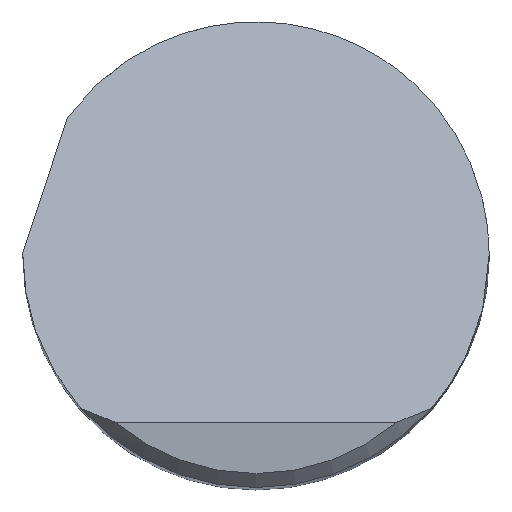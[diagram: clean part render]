
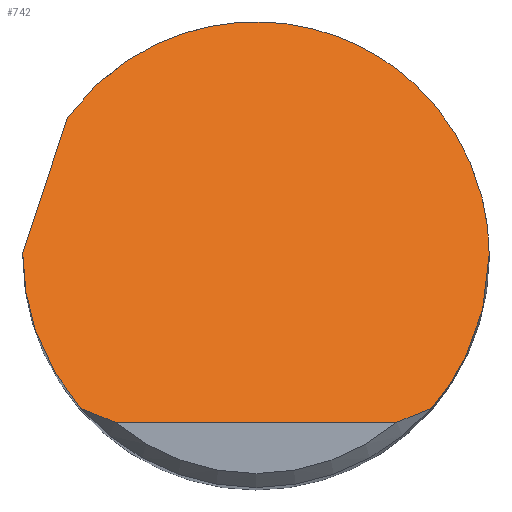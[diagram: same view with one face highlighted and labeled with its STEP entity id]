
A CAD part, top view. The second image highlights one B-rep face of the part: STEP entity #742.
In plain terms, the highlighted planar face has unit normal (0, 0.707, 0.707).
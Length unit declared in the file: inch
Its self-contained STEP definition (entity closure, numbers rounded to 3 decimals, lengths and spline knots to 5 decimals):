
#5 = EDGE_CURVE ( 'NONE', #277, #116, #577, .T. ) ;
#12 = CARTESIAN_POINT ( 'NONE',  ( -0.15108, -0.18, 3. ) ) ;
#21 = CARTESIAN_POINT ( 'NONE',  ( -0.15108, -0.18, 3. ) ) ;
#31 = CARTESIAN_POINT ( 'NONE',  ( 0.25, -0.06141, 2.88141 ) ) ;
#35 = ORIENTED_EDGE ( 'NONE', *, *, #99, .F. ) ;
#37 = CARTESIAN_POINT ( 'NONE',  ( 0., -0.18, 3. ) ) ;
#40 = CARTESIAN_POINT ( 'NONE',  ( 0.18782, -0.165, 2.985 ) ) ;
#77 = VERTEX_POINT ( 'NONE', #558 ) ;
#78 = FACE_OUTER_BOUND ( 'NONE', #339, .T. ) ;
#88 = CARTESIAN_POINT ( 'NONE',  ( 0.18782, -0.165, 2.985 ) ) ;
#99 = EDGE_CURVE ( 'NONE', #116, #708, #324, .T. ) ;
#116 = VERTEX_POINT ( 'NONE', #562 ) ;
#118 = CARTESIAN_POINT ( 'NONE',  ( 0.25, 0., 2.82 ) ) ;
#127 = VERTEX_POINT ( 'NONE', #452 ) ;
#138 = CARTESIAN_POINT ( 'NONE',  ( -0.18782, -0.165, 2.985 ) ) ;
#150 = CARTESIAN_POINT ( 'NONE',  ( -0.25, 0.00133, 2.81867 ) ) ;
#153 = EDGE_CURVE ( 'NONE', #322, #77, #392, .T. ) ;
#161 = CARTESIAN_POINT ( 'NONE',  ( -0.25, 0., 2.82 ) ) ;
#166 = DIRECTION ( 'NONE',  ( 1., 0., 0. ) ) ;
#174 = CARTESIAN_POINT ( 'NONE',  ( -0.20198, 0.14732, 2.67268 ) ) ;
#176 = EDGE_CURVE ( 'NONE', #708, #682, #522, .T. ) ;
#180 = VECTOR ( 'NONE', #166, 39.37008 ) ;
#183 = CARTESIAN_POINT ( 'NONE',  ( -0.02903, 0.38443, 2.43557 ) ) ;
#189 = CARTESIAN_POINT ( 'NONE',  ( -0.20198, 0.14732, 2.67268 ) ) ;
#191 = ORIENTED_EDGE ( 'NONE', *, *, #176, .F. ) ;
#196 = ORIENTED_EDGE ( 'NONE', *, *, #427, .F. ) ;
#197 = DIRECTION ( 'NONE',  ( 0., 0.707, -0.707 ) ) ;
#214 = EDGE_CURVE ( 'NONE', #682, #127, #629, .T. ) ;
#259 = CARTESIAN_POINT ( 'NONE',  ( -0.17589, -0.1704, 2.9904 ) ) ;
#277 = VERTEX_POINT ( 'NONE', #704 ) ;
#278 = CARTESIAN_POINT ( 'NONE',  ( 0.18782, -0.165, 2.985 ) ) ;
#292 = EDGE_CURVE ( 'NONE', #77, #406, #683, .T. ) ;
#311 = CARTESIAN_POINT ( 'NONE',  ( -0.25, -0.18, 3. ) ) ;
#319 = CARTESIAN_POINT ( 'NONE',  ( -0.18782, -0.165, 2.985 ) ) ;
#322 = VERTEX_POINT ( 'NONE', #12 ) ;
#324 =( BOUNDED_CURVE ( )  B_SPLINE_CURVE ( 3, ( #735, #435, #150, #386 ),
 .UNSPECIFIED., .F., .F. ) 
 B_SPLINE_CURVE_WITH_KNOTS ( ( 4, 4 ),
 ( 4.71239, 4.72039 ),
 .UNSPECIFIED. ) 
 CURVE ( )  GEOMETRIC_REPRESENTATION_ITEM ( )  RATIONAL_B_SPLINE_CURVE ( ( 1., 1., 1., 1. ) ) 
 REPRESENTATION_ITEM ( '' )  );
#338 = EDGE_CURVE ( 'NONE', #277, #322, #450, .T. ) ;
#339 = EDGE_LOOP ( 'NONE', ( #748, #563, #196, #412, #191, #35, #351, #467 ) ) ;
#351 = ORIENTED_EDGE ( 'NONE', *, *, #5, .F. ) ;
#364 = CARTESIAN_POINT ( 'NONE',  ( 0.16367, -0.17542, 2.99542 ) ) ;
#386 = CARTESIAN_POINT ( 'NONE',  ( -0.24999, 0.002, 2.818 ) ) ;
#392 = LINE ( 'NONE', #37, #180 ) ;
#406 = VERTEX_POINT ( 'NONE', #40 ) ;
#412 = ORIENTED_EDGE ( 'NONE', *, *, #214, .F. ) ;
#414 = CARTESIAN_POINT ( 'NONE',  ( 0.25, 0.29348, 2.52652 ) ) ;
#427 = EDGE_CURVE ( 'NONE', #127, #406, #440, .T. ) ;
#435 = CARTESIAN_POINT ( 'NONE',  ( -0.25, 0.00067, 2.81933 ) ) ;
#440 =( BOUNDED_CURVE ( )  B_SPLINE_CURVE ( 3, ( #734, #31, #506, #278 ),
 .UNSPECIFIED., .F., .F. ) 
 B_SPLINE_CURVE_WITH_KNOTS ( ( 4, 4 ),
 ( 1.5708, 2.29162 ),
 .UNSPECIFIED. ) 
 CURVE ( )  GEOMETRIC_REPRESENTATION_ITEM ( )  RATIONAL_B_SPLINE_CURVE ( ( 1., 0.957, 0.957, 1. ) ) 
 REPRESENTATION_ITEM ( '' )  );
#447 = CARTESIAN_POINT ( 'NONE',  ( -0.22834, -0.11887, 2.93887 ) ) ;
#450 = B_SPLINE_CURVE_WITH_KNOTS ( 'NONE', 3,
 ( #138, #259, #491, #21 ),
 .UNSPECIFIED., .F., .F.,
 ( 4, 4 ),
 ( 0., 0.00108 ),
 .UNSPECIFIED. ) ;
#452 = CARTESIAN_POINT ( 'NONE',  ( 0.25, 0., 2.82 ) ) ;
#467 = ORIENTED_EDGE ( 'NONE', *, *, #338, .T. ) ;
#488 = CARTESIAN_POINT ( 'NONE',  ( 0.17589, -0.1704, 2.9904 ) ) ;
#491 = CARTESIAN_POINT ( 'NONE',  ( -0.16367, -0.17542, 2.99542 ) ) ;
#506 = CARTESIAN_POINT ( 'NONE',  ( 0.22834, -0.11887, 2.93887 ) ) ;
#522 = LINE ( 'NONE', #701, #592 ) ;
#541 = DIRECTION ( 'NONE',  ( 0., -0.707, -0.707 ) ) ;
#558 = CARTESIAN_POINT ( 'NONE',  ( 0.15108, -0.18, 3. ) ) ;
#562 = CARTESIAN_POINT ( 'NONE',  ( -0.25, 0., 2.82 ) ) ;
#563 = ORIENTED_EDGE ( 'NONE', *, *, #292, .T. ) ;
#577 =( BOUNDED_CURVE ( )  B_SPLINE_CURVE ( 3, ( #319, #447, #627, #161 ),
 .UNSPECIFIED., .F., .F. ) 
 B_SPLINE_CURVE_WITH_KNOTS ( ( 4, 4 ),
 ( 3.99157, 4.71239 ),
 .UNSPECIFIED. ) 
 CURVE ( )  GEOMETRIC_REPRESENTATION_ITEM ( )  RATIONAL_B_SPLINE_CURVE ( ( 1., 0.957, 0.957, 1. ) ) 
 REPRESENTATION_ITEM ( '' )  );
#592 = VECTOR ( 'NONE', #738, 39.37008 ) ;
#609 = CARTESIAN_POINT ( 'NONE',  ( 0.15108, -0.18, 3. ) ) ;
#627 = CARTESIAN_POINT ( 'NONE',  ( -0.25, -0.06141, 2.88141 ) ) ;
#629 =( BOUNDED_CURVE ( )  B_SPLINE_CURVE ( 3, ( #174, #183, #414, #118 ),
 .UNSPECIFIED., .F., .F. ) 
 B_SPLINE_CURVE_WITH_KNOTS ( ( 4, 4 ),
 ( 5.34257, 7.85398 ),
 .UNSPECIFIED. ) 
 CURVE ( )  GEOMETRIC_REPRESENTATION_ITEM ( )  RATIONAL_B_SPLINE_CURVE ( ( 1., 0.54, 0.54, 1. ) ) 
 REPRESENTATION_ITEM ( '' )  );
#632 = AXIS2_PLACEMENT_3D ( 'NONE', #311, #541, #197 ) ;
#651 = PLANE ( 'NONE',  #632 ) ;
#682 = VERTEX_POINT ( 'NONE', #189 ) ;
#683 = B_SPLINE_CURVE_WITH_KNOTS ( 'NONE', 3,
 ( #609, #364, #488, #88 ),
 .UNSPECIFIED., .F., .F.,
 ( 4, 4 ),
 ( 0., 0.00108 ),
 .UNSPECIFIED. ) ;
#701 = CARTESIAN_POINT ( 'NONE',  ( -0.30701, -0.17058, 2.99058 ) ) ;
#704 = CARTESIAN_POINT ( 'NONE',  ( -0.18782, -0.165, 2.985 ) ) ;
#708 = VERTEX_POINT ( 'NONE', #717 ) ;
#717 = CARTESIAN_POINT ( 'NONE',  ( -0.24999, 0.002, 2.818 ) ) ;
#734 = CARTESIAN_POINT ( 'NONE',  ( 0.25, 0., 2.82 ) ) ;
#735 = CARTESIAN_POINT ( 'NONE',  ( -0.25, 0., 2.82 ) ) ;
#738 = DIRECTION ( 'NONE',  ( 0.227, 0.689, -0.689 ) ) ;
#742 = ADVANCED_FACE ( 'NONE', ( #78 ), #651, .F. ) ;
#748 = ORIENTED_EDGE ( 'NONE', *, *, #153, .T. ) ;
